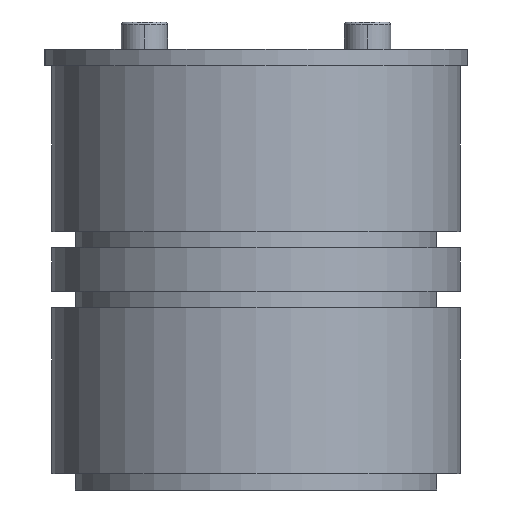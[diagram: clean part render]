
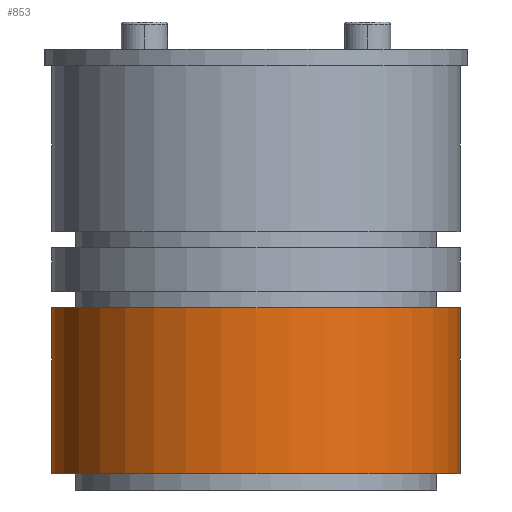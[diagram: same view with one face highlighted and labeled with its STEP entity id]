
A CAD part, front view. The second image highlights one B-rep face of the part: STEP entity #853.
In plain terms, the highlighted cylindrical face has radius 37.5 mm (diameter 75 mm), a partial arc.
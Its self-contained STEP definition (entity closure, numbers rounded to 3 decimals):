
#788=CARTESIAN_POINT('',(-48.499,-25.041,15.5));
#789=VERTEX_POINT('',#788);
#796=CARTESIAN_POINT('',(-48.499,-25.041,-15.0));
#797=VERTEX_POINT('',#796);
#798=CARTESIAN_POINT('',(-48.499,-25.041,-15.0));
#799=DIRECTION('',(0.0,0.0,1.0));
#800=VECTOR('',#799,30.5);
#801=LINE('',#798,#800);
#802=EDGE_CURVE('',#797,#789,#801,.T.);
#821=CARTESIAN_POINT('',(-10.999,-25.093,-15.0));
#822=DIRECTION('',(0.0,0.0,1.0));
#823=DIRECTION('',(1.0,0.0,0.0));
#824=AXIS2_PLACEMENT_3D('',#821,#822,#823);
#825=CYLINDRICAL_SURFACE('',#824,37.5);
#826=CARTESIAN_POINT('',(26.501,-25.041,15.5));
#827=VERTEX_POINT('',#826);
#828=CARTESIAN_POINT('',(-10.999,-25.093,15.5));
#829=DIRECTION('',(0.0,0.0,-1.0));
#830=DIRECTION('',(1.0,0.0,0.0));
#831=AXIS2_PLACEMENT_3D('',#828,#829,#830);
#832=CIRCLE('',#831,37.5);
#833=EDGE_CURVE('',#789,#827,#832,.T.);
#834=ORIENTED_EDGE('',*,*,#833,.T.);
#835=CARTESIAN_POINT('',(26.501,-25.041,-15.0));
#836=VERTEX_POINT('',#835);
#837=CARTESIAN_POINT('',(26.501,-25.041,-15.0));
#838=DIRECTION('',(0.0,0.0,1.0));
#839=VECTOR('',#838,30.5);
#840=LINE('',#837,#839);
#841=EDGE_CURVE('',#836,#827,#840,.T.);
#842=ORIENTED_EDGE('',*,*,#841,.F.);
#843=CARTESIAN_POINT('',(-10.999,-25.093,-15.0));
#844=DIRECTION('',(0.0,0.0,-1.0));
#845=DIRECTION('',(1.0,0.0,0.0));
#846=AXIS2_PLACEMENT_3D('',#843,#844,#845);
#847=CIRCLE('',#846,37.5);
#848=EDGE_CURVE('',#797,#836,#847,.T.);
#849=ORIENTED_EDGE('',*,*,#848,.F.);
#850=ORIENTED_EDGE('',*,*,#802,.T.);
#851=EDGE_LOOP('',(#834,#842,#849,#850));
#852=FACE_OUTER_BOUND('',#851,.T.);
#853=ADVANCED_FACE('',(#852),#825,.T.);
